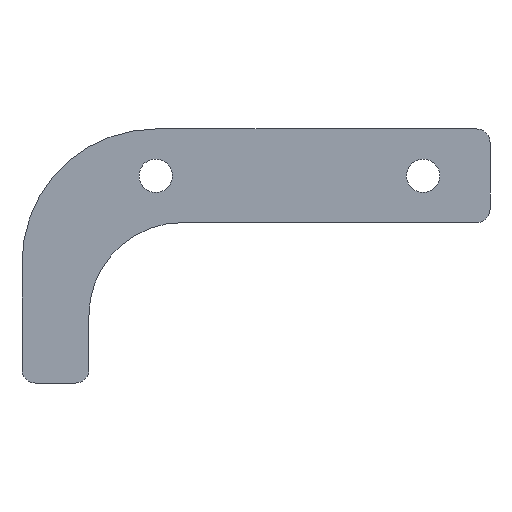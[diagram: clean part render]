
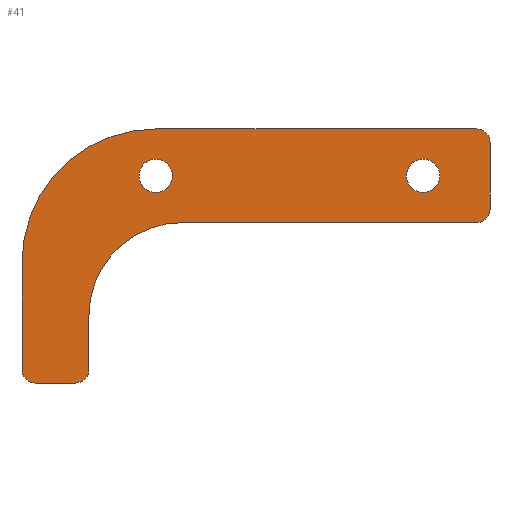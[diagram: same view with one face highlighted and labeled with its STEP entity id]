
A CAD part, front view. The second image highlights one B-rep face of the part: STEP entity #41.
In plain terms, the highlighted planar face has unit normal (0, -1, 0).
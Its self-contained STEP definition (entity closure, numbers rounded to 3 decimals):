
#5 = DIRECTION ( 'NONE',  ( 0., 0., 1. ) ) ;
#9 = CARTESIAN_POINT ( 'NONE',  ( -25., 0., 0. ) ) ;
#10 = ORIENTED_EDGE ( 'NONE', *, *, #654, .F. ) ;
#11 = FACE_BOUND ( 'NONE', #491, .T. ) ;
#17 = CARTESIAN_POINT ( 'NONE',  ( -35., 0., -6.5 ) ) ;
#22 = DIRECTION ( 'NONE',  ( 0., 0., 1. ) ) ;
#23 = AXIS2_PLACEMENT_3D ( 'NONE', #612, #257, #219 ) ;
#28 = CARTESIAN_POINT ( 'NONE',  ( -25., 0., 0. ) ) ;
#41 = ADVANCED_FACE ( 'NONE', ( #11, #422, #625 ), #169, .F. ) ;
#42 = CIRCLE ( 'NONE', #98, 1.25 ) ;
#46 = VERTEX_POINT ( 'NONE', #165 ) ;
#48 = ORIENTED_EDGE ( 'NONE', *, *, #587, .T. ) ;
#50 = CARTESIAN_POINT ( 'NONE',  ( -1., 0., 3.5 ) ) ;
#56 = DIRECTION ( 'NONE',  ( 0., 0., 1. ) ) ;
#65 = CARTESIAN_POINT ( 'NONE',  ( -35., 0., -14.5 ) ) ;
#67 = ORIENTED_EDGE ( 'NONE', *, *, #498, .T. ) ;
#78 = DIRECTION ( 'NONE',  ( 0., 0., 1. ) ) ;
#92 = EDGE_CURVE ( 'NONE', #426, #227, #42, .T. ) ;
#97 = VERTEX_POINT ( 'NONE', #391 ) ;
#98 = AXIS2_PLACEMENT_3D ( 'NONE', #9, #529, #188 ) ;
#106 = ORIENTED_EDGE ( 'NONE', *, *, #256, .T. ) ;
#107 = AXIS2_PLACEMENT_3D ( 'NONE', #364, #216, #56 ) ;
#108 = DIRECTION ( 'NONE',  ( -1., 0., 0. ) ) ;
#109 = EDGE_LOOP ( 'NONE', ( #136, #393, #255, #557, #363, #67, #382, #106, #10, #330, #471, #177 ) ) ;
#113 = LINE ( 'NONE', #470, #464 ) ;
#126 = EDGE_CURVE ( 'NONE', #517, #560, #553, .T. ) ;
#133 = EDGE_CURVE ( 'NONE', #479, #360, #113, .T. ) ;
#134 = DIRECTION ( 'NONE',  ( -1., 0., 0. ) ) ;
#136 = ORIENTED_EDGE ( 'NONE', *, *, #126, .F. ) ;
#138 = DIRECTION ( 'NONE',  ( 0., -1., 0. ) ) ;
#142 = DIRECTION ( 'NONE',  ( 0., 0., -1. ) ) ;
#151 = EDGE_LOOP ( 'NONE', ( #194, #460 ) ) ;
#158 = LINE ( 'NONE', #480, #285 ) ;
#165 = CARTESIAN_POINT ( 'NONE',  ( -1., 0., -3.5 ) ) ;
#166 = CIRCLE ( 'NONE', #349, 1.25 ) ;
#169 = PLANE ( 'NONE',  #23 ) ;
#177 = ORIENTED_EDGE ( 'NONE', *, *, #461, .T. ) ;
#179 = CARTESIAN_POINT ( 'NONE',  ( 0., 0., 2.5 ) ) ;
#181 = EDGE_CURVE ( 'NONE', #46, #415, #234, .T. ) ;
#183 = DIRECTION ( 'NONE',  ( 0., -1., 0. ) ) ;
#188 = DIRECTION ( 'NONE',  ( 0., 0., 1. ) ) ;
#194 = ORIENTED_EDGE ( 'NONE', *, *, #92, .T. ) ;
#196 = DIRECTION ( 'NONE',  ( 0., 1., 0. ) ) ;
#202 = VERTEX_POINT ( 'NONE', #540 ) ;
#209 = CIRCLE ( 'NONE', #317, 10. ) ;
#214 = VERTEX_POINT ( 'NONE', #335 ) ;
#216 = DIRECTION ( 'NONE',  ( 0., 1., 0. ) ) ;
#219 = DIRECTION ( 'NONE',  ( 0., 0., 1. ) ) ;
#221 = VERTEX_POINT ( 'NONE', #488 ) ;
#222 = CIRCLE ( 'NONE', #504, 1. ) ;
#227 = VERTEX_POINT ( 'NONE', #594 ) ;
#229 = EDGE_CURVE ( 'NONE', #227, #426, #548, .T. ) ;
#233 = AXIS2_PLACEMENT_3D ( 'NONE', #639, #183, #22 ) ;
#234 = LINE ( 'NONE', #449, #643 ) ;
#239 = CARTESIAN_POINT ( 'NONE',  ( -34., 0., -15.5 ) ) ;
#246 = DIRECTION ( 'NONE',  ( 0., 0., 1. ) ) ;
#248 = CARTESIAN_POINT ( 'NONE',  ( -25., 0., -6.5 ) ) ;
#255 = ORIENTED_EDGE ( 'NONE', *, *, #559, .F. ) ;
#256 = EDGE_CURVE ( 'NONE', #46, #221, #222, .T. ) ;
#257 = DIRECTION ( 'NONE',  ( 0., 1., 0. ) ) ;
#265 = CIRCLE ( 'NONE', #495, 1. ) ;
#268 = EDGE_CURVE ( 'NONE', #632, #314, #591, .T. ) ;
#273 = VERTEX_POINT ( 'NONE', #239 ) ;
#279 = ORIENTED_EDGE ( 'NONE', *, *, #331, .T. ) ;
#285 = VECTOR ( 'NONE', #361, 1000. ) ;
#287 = VECTOR ( 'NONE', #108, 1000. ) ;
#291 = DIRECTION ( 'NONE',  ( 0., -1., 0. ) ) ;
#296 = CARTESIAN_POINT ( 'NONE',  ( 0., 0., 3.5 ) ) ;
#309 = CARTESIAN_POINT ( 'NONE',  ( -25., 0., 1.25 ) ) ;
#314 = VERTEX_POINT ( 'NONE', #50 ) ;
#317 = AXIS2_PLACEMENT_3D ( 'NONE', #248, #603, #351 ) ;
#319 = DIRECTION ( 'NONE',  ( 0., 0., 1. ) ) ;
#330 = ORIENTED_EDGE ( 'NONE', *, *, #268, .T. ) ;
#331 = EDGE_CURVE ( 'NONE', #214, #202, #357, .T. ) ;
#333 = DIRECTION ( 'NONE',  ( 0., 0., 1. ) ) ;
#335 = CARTESIAN_POINT ( 'NONE',  ( -5., 0., -1.25 ) ) ;
#343 = CARTESIAN_POINT ( 'NONE',  ( -1., 0., -2.5 ) ) ;
#347 = VECTOR ( 'NONE', #443, 1000. ) ;
#349 = AXIS2_PLACEMENT_3D ( 'NONE', #622, #525, #5 ) ;
#351 = DIRECTION ( 'NONE',  ( 0., 0., 1. ) ) ;
#353 = DIRECTION ( 'NONE',  ( 0., 1., 0. ) ) ;
#357 = CIRCLE ( 'NONE', #634, 1.25 ) ;
#360 = VERTEX_POINT ( 'NONE', #656 ) ;
#361 = DIRECTION ( 'NONE',  ( 1., 0., 0. ) ) ;
#363 = ORIENTED_EDGE ( 'NONE', *, *, #133, .F. ) ;
#364 = CARTESIAN_POINT ( 'NONE',  ( -23., 0., -10.5 ) ) ;
#372 = CARTESIAN_POINT ( 'NONE',  ( -31., 0., -14.5 ) ) ;
#381 = DIRECTION ( 'NONE',  ( 0., 0., -1. ) ) ;
#382 = ORIENTED_EDGE ( 'NONE', *, *, #181, .F. ) ;
#391 = CARTESIAN_POINT ( 'NONE',  ( -25., 0., 3.5 ) ) ;
#393 = ORIENTED_EDGE ( 'NONE', *, *, #647, .T. ) ;
#404 = CARTESIAN_POINT ( 'NONE',  ( -23., 0., -3.5 ) ) ;
#415 = VERTEX_POINT ( 'NONE', #404 ) ;
#417 = LINE ( 'NONE', #565, #287 ) ;
#420 = AXIS2_PLACEMENT_3D ( 'NONE', #497, #291, #246 ) ;
#422 = FACE_BOUND ( 'NONE', #151, .T. ) ;
#426 = VERTEX_POINT ( 'NONE', #309 ) ;
#441 = CARTESIAN_POINT ( 'NONE',  ( -31., 0., -15.5 ) ) ;
#443 = DIRECTION ( 'NONE',  ( 0., 0., 1. ) ) ;
#449 = CARTESIAN_POINT ( 'NONE',  ( 0., 0., -3.5 ) ) ;
#455 = VECTOR ( 'NONE', #381, 1000. ) ;
#460 = ORIENTED_EDGE ( 'NONE', *, *, #229, .T. ) ;
#461 = EDGE_CURVE ( 'NONE', #97, #560, #209, .T. ) ;
#464 = VECTOR ( 'NONE', #142, 1000. ) ;
#470 = CARTESIAN_POINT ( 'NONE',  ( -30., 0., -3.5 ) ) ;
#471 = ORIENTED_EDGE ( 'NONE', *, *, #531, .F. ) ;
#476 = AXIS2_PLACEMENT_3D ( 'NONE', #28, #196, #333 ) ;
#479 = VERTEX_POINT ( 'NONE', #620 ) ;
#480 = CARTESIAN_POINT ( 'NONE',  ( 0., 0., 3.5 ) ) ;
#485 = CIRCLE ( 'NONE', #107, 7. ) ;
#486 = CIRCLE ( 'NONE', #233, 1. ) ;
#488 = CARTESIAN_POINT ( 'NONE',  ( 0., 0., -2.5 ) ) ;
#491 = EDGE_LOOP ( 'NONE', ( #48, #279 ) ) ;
#495 = AXIS2_PLACEMENT_3D ( 'NONE', #372, #574, #319 ) ;
#497 = CARTESIAN_POINT ( 'NONE',  ( -1., 0., 2.5 ) ) ;
#498 = EDGE_CURVE ( 'NONE', #479, #415, #485, .T. ) ;
#502 = CARTESIAN_POINT ( 'NONE',  ( -5., 0., 0. ) ) ;
#504 = AXIS2_PLACEMENT_3D ( 'NONE', #343, #138, #78 ) ;
#517 = VERTEX_POINT ( 'NONE', #65 ) ;
#525 = DIRECTION ( 'NONE',  ( 0., 1., 0. ) ) ;
#529 = DIRECTION ( 'NONE',  ( 0., 1., 0. ) ) ;
#531 = EDGE_CURVE ( 'NONE', #97, #314, #158, .T. ) ;
#537 = CARTESIAN_POINT ( 'NONE',  ( -35., 0., 3.5 ) ) ;
#540 = CARTESIAN_POINT ( 'NONE',  ( -5., 0., 1.25 ) ) ;
#548 = CIRCLE ( 'NONE', #476, 1.25 ) ;
#553 = LINE ( 'NONE', #537, #347 ) ;
#557 = ORIENTED_EDGE ( 'NONE', *, *, #600, .T. ) ;
#559 = EDGE_CURVE ( 'NONE', #624, #273, #417, .T. ) ;
#560 = VERTEX_POINT ( 'NONE', #17 ) ;
#565 = CARTESIAN_POINT ( 'NONE',  ( -30., 0., -15.5 ) ) ;
#574 = DIRECTION ( 'NONE',  ( 0., -1., 0. ) ) ;
#587 = EDGE_CURVE ( 'NONE', #202, #214, #166, .T. ) ;
#591 = CIRCLE ( 'NONE', #420, 1. ) ;
#594 = CARTESIAN_POINT ( 'NONE',  ( -25., 0., -1.25 ) ) ;
#600 = EDGE_CURVE ( 'NONE', #624, #360, #265, .T. ) ;
#603 = DIRECTION ( 'NONE',  ( 0., -1., 0. ) ) ;
#609 = DIRECTION ( 'NONE',  ( 0., 0., 1. ) ) ;
#612 = CARTESIAN_POINT ( 'NONE',  ( 0., 0., 0. ) ) ;
#620 = CARTESIAN_POINT ( 'NONE',  ( -30., 0., -10.5 ) ) ;
#622 = CARTESIAN_POINT ( 'NONE',  ( -5., 0., 0. ) ) ;
#624 = VERTEX_POINT ( 'NONE', #441 ) ;
#625 = FACE_OUTER_BOUND ( 'NONE', #109, .T. ) ;
#632 = VERTEX_POINT ( 'NONE', #179 ) ;
#634 = AXIS2_PLACEMENT_3D ( 'NONE', #502, #353, #609 ) ;
#639 = CARTESIAN_POINT ( 'NONE',  ( -34., 0., -14.5 ) ) ;
#641 = LINE ( 'NONE', #296, #455 ) ;
#643 = VECTOR ( 'NONE', #134, 1000. ) ;
#647 = EDGE_CURVE ( 'NONE', #517, #273, #486, .T. ) ;
#654 = EDGE_CURVE ( 'NONE', #632, #221, #641, .T. ) ;
#656 = CARTESIAN_POINT ( 'NONE',  ( -30., 0., -14.5 ) ) ;
